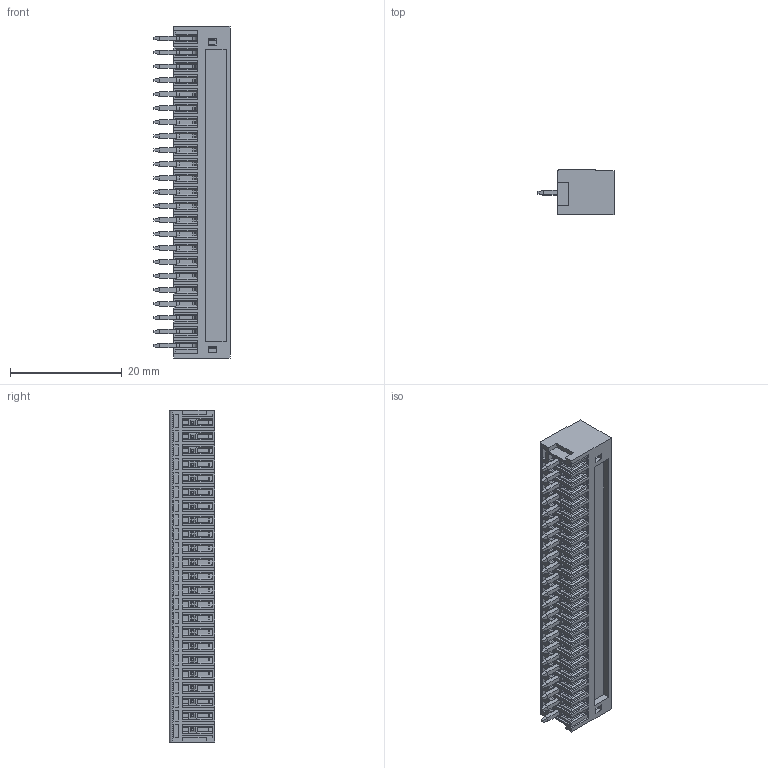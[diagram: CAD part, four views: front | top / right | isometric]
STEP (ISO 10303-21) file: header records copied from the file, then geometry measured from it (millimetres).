
FILE_DESCRIPTION((''),'2;1');
FILE_NAME('PRT0002','2024-09-18T',('sheji'),(''),'PRO/ENGINEER BY PARAMETRIC TECHNOLOGY CORPORATION, 2015240','PRO/ENGINEER BY PARAMETRIC TECHNOLOGY CORPORATION, 2015240','');
FILE_SCHEMA(('CONFIG_CONTROL_DESIGN'));
Products named in the file (1): PRT0002
Bounding box: 13.6 x 8.1 x 59.4 mm (x, y, z)
Volume: 2577 mm3; surface area: 5171.8 mm2
Topology: 1 solids, 1 shells, 2112 faces, 5616 edges, 3600 vertices
Faces by surface type: plane 1815, cylinder 205, cone 92
Entity records: 64293 total; most frequent: CARTESIAN_POINT 11515, ORIENTED_EDGE 11232, DIRECTION 10365, EDGE_CURVE 5616, VECTOR 4953, LINE 4953, VERTEX_POINT 3600, AXIS2_PLACEMENT_3D 2706
